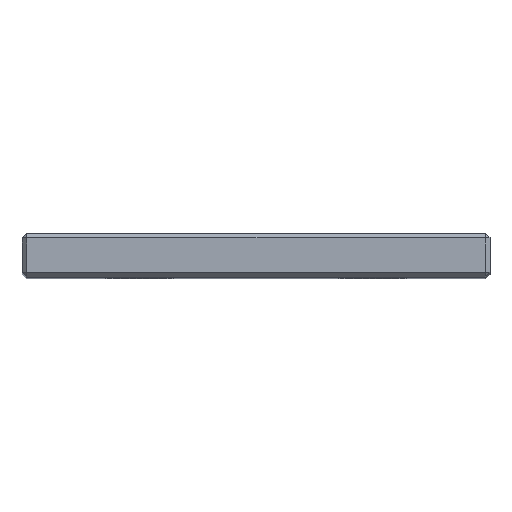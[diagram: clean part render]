
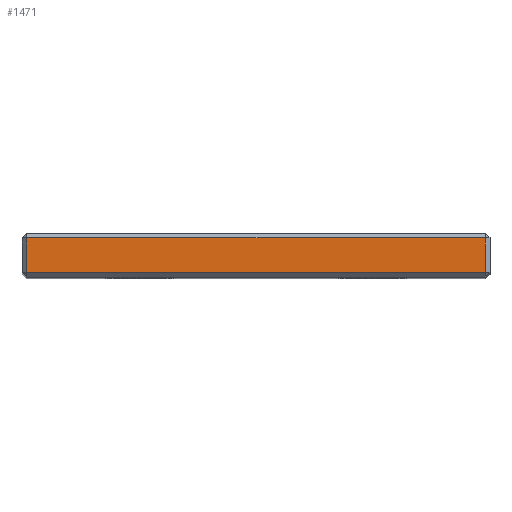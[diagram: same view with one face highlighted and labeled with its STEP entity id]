
A CAD part, top view. The second image highlights one B-rep face of the part: STEP entity #1471.
In plain terms, the highlighted planar face has unit normal (0, 0, 1).
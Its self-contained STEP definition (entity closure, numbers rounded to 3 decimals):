
#60 = VERTEX_POINT ( 'NONE', #506 ) ;
#174 = PLANE ( 'NONE',  #1187 ) ;
#190 = CARTESIAN_POINT ( 'NONE',  ( -25.5, 4.263, 51. ) ) ;
#200 = DIRECTION ( 'NONE',  ( -1., 0., 0. ) ) ;
#254 = VERTEX_POINT ( 'NONE', #386 ) ;
#283 = VERTEX_POINT ( 'NONE', #1657 ) ;
#339 = EDGE_CURVE ( 'NONE', #283, #797, #1392, .T. ) ;
#386 = CARTESIAN_POINT ( 'NONE',  ( -25., 4.263, 51. ) ) ;
#501 = DIRECTION ( 'NONE',  ( 1., 0., 0. ) ) ;
#506 = CARTESIAN_POINT ( 'NONE',  ( -25., 0.5, 51. ) ) ;
#517 = LINE ( 'NONE', #190, #611 ) ;
#611 = VECTOR ( 'NONE', #200, 1000. ) ;
#754 = EDGE_CURVE ( 'NONE', #254, #60, #1675, .T. ) ;
#765 = CARTESIAN_POINT ( 'NONE',  ( -25., 4.763, 51. ) ) ;
#778 = CARTESIAN_POINT ( 'NONE',  ( 25., 4.263, 51. ) ) ;
#797 = VERTEX_POINT ( 'NONE', #778 ) ;
#861 = CARTESIAN_POINT ( 'NONE',  ( -25.5, 0.5, 51. ) ) ;
#875 = ORIENTED_EDGE ( 'NONE', *, *, #1841, .T. ) ;
#921 = VECTOR ( 'NONE', #1427, 1000. ) ;
#928 = EDGE_LOOP ( 'NONE', ( #875, #1584, #1230, #1143 ) ) ;
#1143 = ORIENTED_EDGE ( 'NONE', *, *, #339, .T. ) ;
#1151 = LINE ( 'NONE', #861, #1999 ) ;
#1187 = AXIS2_PLACEMENT_3D ( 'NONE', #1439, #2061, #1458 ) ;
#1230 = ORIENTED_EDGE ( 'NONE', *, *, #1739, .T. ) ;
#1392 = LINE ( 'NONE', #2021, #921 ) ;
#1427 = DIRECTION ( 'NONE',  ( 0., 1., 0. ) ) ;
#1439 = CARTESIAN_POINT ( 'NONE',  ( -25.5, 4.763, 51. ) ) ;
#1458 = DIRECTION ( 'NONE',  ( 0., -1., 0. ) ) ;
#1471 = ADVANCED_FACE ( 'NONE', ( #1608 ), #174, .F. ) ;
#1539 = DIRECTION ( 'NONE',  ( 0., -1., 0. ) ) ;
#1584 = ORIENTED_EDGE ( 'NONE', *, *, #754, .T. ) ;
#1608 = FACE_OUTER_BOUND ( 'NONE', #928, .T. ) ;
#1657 = CARTESIAN_POINT ( 'NONE',  ( 25., 0.5, 51. ) ) ;
#1675 = LINE ( 'NONE', #765, #1822 ) ;
#1739 = EDGE_CURVE ( 'NONE', #60, #283, #1151, .T. ) ;
#1822 = VECTOR ( 'NONE', #1539, 1000. ) ;
#1841 = EDGE_CURVE ( 'NONE', #797, #254, #517, .T. ) ;
#1999 = VECTOR ( 'NONE', #501, 1000. ) ;
#2021 = CARTESIAN_POINT ( 'NONE',  ( 25., 4.763, 51. ) ) ;
#2061 = DIRECTION ( 'NONE',  ( 0., 0., -1. ) ) ;
